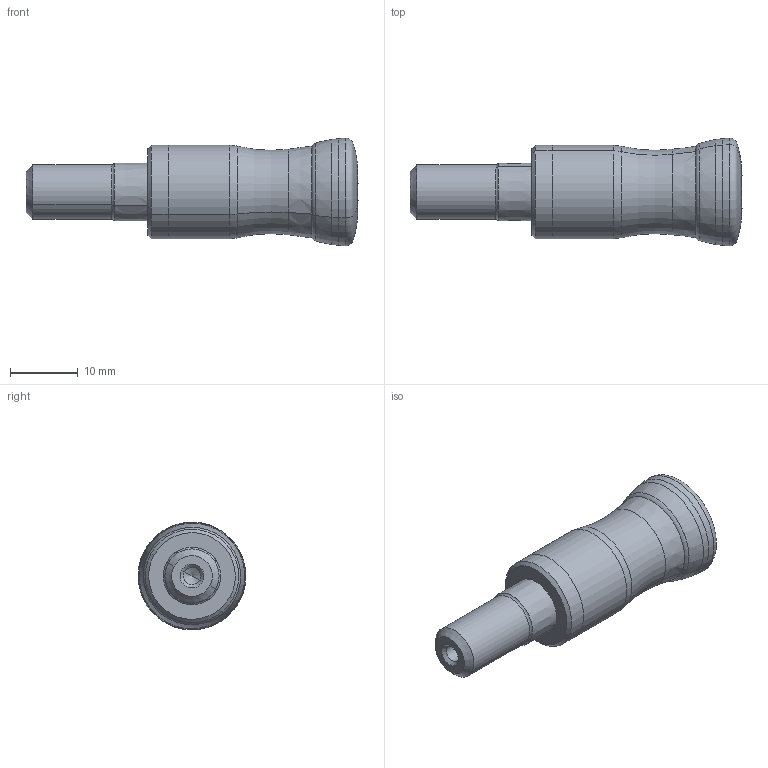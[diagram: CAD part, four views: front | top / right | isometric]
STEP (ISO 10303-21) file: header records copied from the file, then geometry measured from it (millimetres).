
FILE_DESCRIPTION(('CATIA V5 STEP Exchange'),'2;1');
FILE_NAME('Bm57583-FT_BS90_SD06-016_Z02.stp','2019-05-13T12:16:46+00:00',('none'),('none'),'CATIA Version 5-6 Release 2016 SP5 HF39','CATIA V5 STEP AP203','none');
FILE_SCHEMA(('CONFIG_CONTROL_DESIGN'));
Length unit declared in the file: millimetre
Products named in the file (1): Bm57585-KSK_Kontrolle_Schnittkontur SDMT06-HFC
Bounding box: 49 x 15.89 x 15.89 mm (x, y, z)
Volume: 5317.6 mm3; surface area: 2334.2 mm2
Topology: 1 solids, 1 shells, 57 faces, 114 edges, 59 vertices
Faces by surface type: cone 20, revolution 14, torus 10, cylinder 10, plane 3
Entity records: 1407 total; most frequent: CARTESIAN_POINT 341, ORIENTED_EDGE 224, DIRECTION 157, EDGE_CURVE 112, AXIS2_PLACEMENT_3D 96, CIRCLE 74, EDGE_LOOP 59, VERTEX_POINT 59
